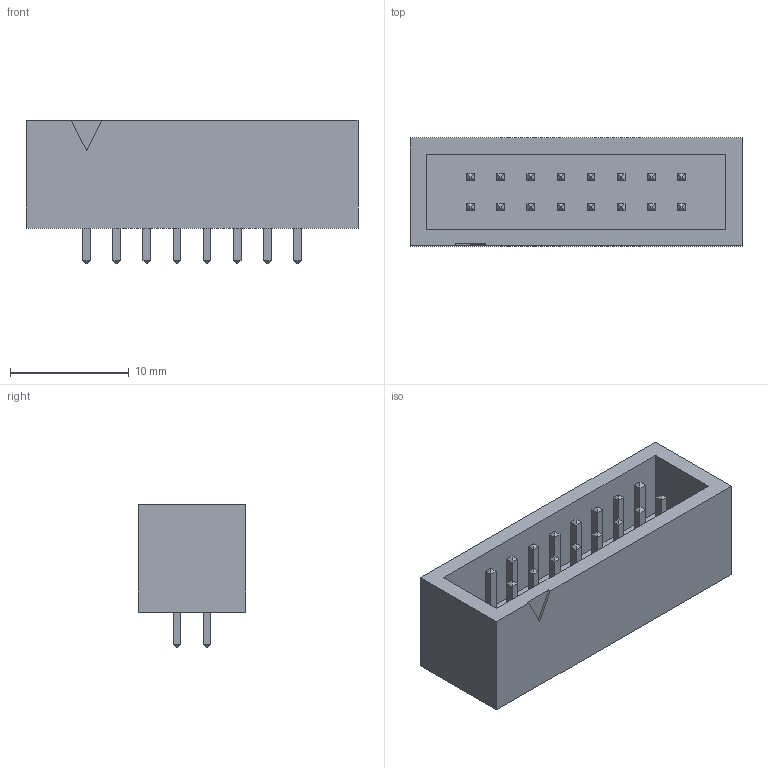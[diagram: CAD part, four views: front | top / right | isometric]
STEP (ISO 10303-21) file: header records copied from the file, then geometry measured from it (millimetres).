
FILE_DESCRIPTION(('FreeCAD Model'),'2;1');
FILE_NAME('8047846.1.1.stp','2022-05-09T05:24:07',( 'Author'),(''),'Open CASCADE STEP processor 6.9','FreeCAD','Unknown' );
FILE_SCHEMA(('AUTOMOTIVE_DESIGN { 1 0 10303 214 1 1 1 1 }'));
Length unit declared in the file: millimetre
Products named in the file (3): ASSEMBLY; Body; LeadsArray
Assembly tree (2 placements, depth 2):
  ASSEMBLY
    Body
    LeadsArray
Bounding box: 27.98 x 9.1 x 12.1 mm (x, y, z)
Volume: 1442.3 mm3; surface area: 2051.7 mm2
Topology: 17 solids, 17 shells, 238 faces, 481 edges, 278 vertices
Faces by surface type: plane 238
Entity records: 12325 total; most frequent: CARTESIAN_POINT 1962, DIRECTION 1925, LINE 1443, VECTOR 1443, ORIENTED_EDGE 962, PCURVE 962, DEFINITIONAL_REPRESENTATION 962, EDGE_CURVE 481
